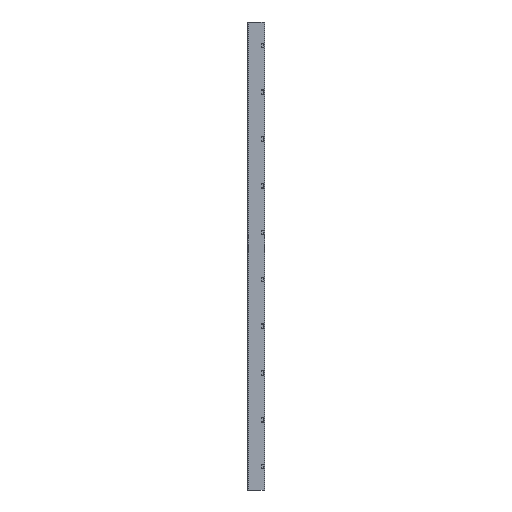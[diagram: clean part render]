
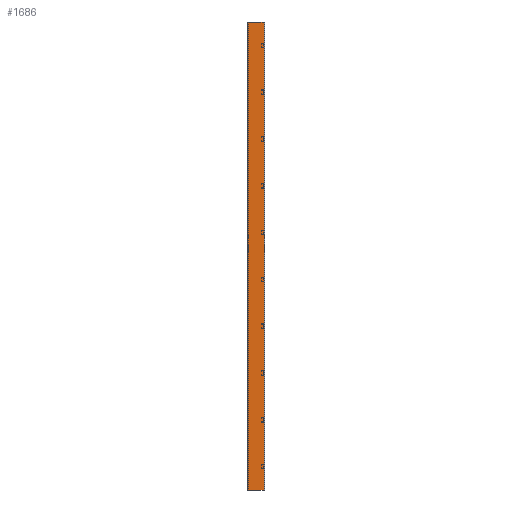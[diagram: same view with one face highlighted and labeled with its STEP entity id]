
A CAD part, left-side view. The second image highlights one B-rep face of the part: STEP entity #1686.
In plain terms, the highlighted planar face has unit normal (-1, 0, 0).
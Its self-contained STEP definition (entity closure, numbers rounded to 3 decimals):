
#128 = DIRECTION ( 'NONE',  ( 0., 0., -1. ) ) ;
#137 = VERTEX_POINT ( 'NONE', #560 ) ;
#224 = VECTOR ( 'NONE', #1192, 1000. ) ;
#254 = CARTESIAN_POINT ( 'NONE',  ( -27., 102., 3000. ) ) ;
#351 = LINE ( 'NONE', #1200, #224 ) ;
#370 = VERTEX_POINT ( 'NONE', #1118 ) ;
#445 = VECTOR ( 'NONE', #581, 1000. ) ;
#457 = EDGE_CURVE ( 'NONE', #1473, #137, #351, .T. ) ;
#532 = CARTESIAN_POINT ( 'NONE',  ( -27., 1., 3000. ) ) ;
#557 = DIRECTION ( 'NONE',  ( 0., 0., 1. ) ) ;
#560 = CARTESIAN_POINT ( 'NONE',  ( -27., 102., 0. ) ) ;
#565 = PLANE ( 'NONE',  #658 ) ;
#577 = CARTESIAN_POINT ( 'NONE',  ( -27., 0., 3000. ) ) ;
#581 = DIRECTION ( 'NONE',  ( 0., 0., -1. ) ) ;
#588 = VECTOR ( 'NONE', #782, 1000. ) ;
#600 = DIRECTION ( 'NONE',  ( -1., 0., 0. ) ) ;
#617 = ORIENTED_EDGE ( 'NONE', *, *, #457, .F. ) ;
#658 = AXIS2_PLACEMENT_3D ( 'NONE', #577, #600, #557 ) ;
#751 = LINE ( 'NONE', #254, #826 ) ;
#782 = DIRECTION ( 'NONE',  ( 0., 1., 0. ) ) ;
#826 = VECTOR ( 'NONE', #128, 1000. ) ;
#858 = LINE ( 'NONE', #1226, #588 ) ;
#908 = LINE ( 'NONE', #532, #445 ) ;
#934 = ORIENTED_EDGE ( 'NONE', *, *, #1692, .F. ) ;
#1075 = ORIENTED_EDGE ( 'NONE', *, *, #1498, .T. ) ;
#1118 = CARTESIAN_POINT ( 'NONE',  ( -27., 1., 3000. ) ) ;
#1165 = FACE_OUTER_BOUND ( 'NONE', #1450, .T. ) ;
#1178 = EDGE_CURVE ( 'NONE', #1361, #137, #751, .T. ) ;
#1192 = DIRECTION ( 'NONE',  ( 0., 1., 0. ) ) ;
#1200 = CARTESIAN_POINT ( 'NONE',  ( -27., 0., 0. ) ) ;
#1226 = CARTESIAN_POINT ( 'NONE',  ( -27., 0., 3000. ) ) ;
#1228 = ORIENTED_EDGE ( 'NONE', *, *, #1178, .T. ) ;
#1231 = CARTESIAN_POINT ( 'NONE',  ( -27., 102., 3000. ) ) ;
#1361 = VERTEX_POINT ( 'NONE', #1231 ) ;
#1450 = EDGE_LOOP ( 'NONE', ( #617, #934, #1075, #1228 ) ) ;
#1473 = VERTEX_POINT ( 'NONE', #1554 ) ;
#1498 = EDGE_CURVE ( 'NONE', #370, #1361, #858, .T. ) ;
#1554 = CARTESIAN_POINT ( 'NONE',  ( -27., 1., 0. ) ) ;
#1686 = ADVANCED_FACE ( 'NONE', ( #1165 ), #565, .T. ) ;
#1692 = EDGE_CURVE ( 'NONE', #370, #1473, #908, .T. ) ;
